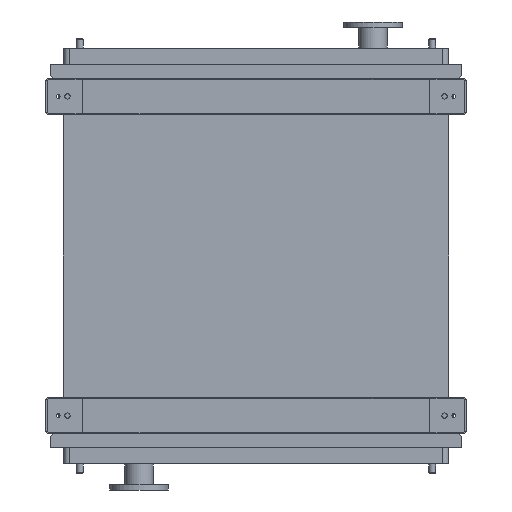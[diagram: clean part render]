
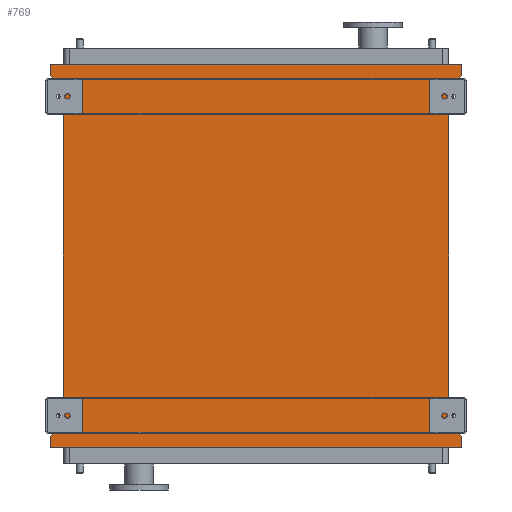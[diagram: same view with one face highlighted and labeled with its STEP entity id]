
A CAD part, front view. The second image highlights one B-rep face of the part: STEP entity #769.
In plain terms, the highlighted planar face has unit normal (0, -1, 0).
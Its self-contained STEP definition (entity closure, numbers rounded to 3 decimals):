
#242 = VECTOR ( 'NONE', #14662, 1000. ) ;
#769 = ADVANCED_FACE ( 'NONE', ( #4283 ), #17835, .T. ) ;
#1219 = VERTEX_POINT ( 'NONE', #12792 ) ;
#1538 = VECTOR ( 'NONE', #2163, 1000. ) ;
#1648 = LINE ( 'NONE', #13546, #6281 ) ;
#1675 = EDGE_CURVE ( 'NONE', #4945, #8671, #2701, .T. ) ;
#1756 = EDGE_CURVE ( 'NONE', #23585, #4945, #5451, .T. ) ;
#1816 = CARTESIAN_POINT ( 'NONE',  ( -771., 0., 95. ) ) ;
#2069 = CARTESIAN_POINT ( 'NONE',  ( 725., 0., -1250. ) ) ;
#2163 = DIRECTION ( 'NONE',  ( 0.655, 0., -0.755 ) ) ;
#2483 = CARTESIAN_POINT ( 'NONE',  ( 725., 0., 0. ) ) ;
#2701 = LINE ( 'NONE', #10892, #7278 ) ;
#2832 = EDGE_CURVE ( 'NONE', #10023, #13255, #9552, .T. ) ;
#3176 = CARTESIAN_POINT ( 'NONE',  ( 771., 0., 95. ) ) ;
#3282 = DIRECTION ( 'NONE',  ( 0., 0., 1. ) ) ;
#3593 = EDGE_CURVE ( 'NONE', #6172, #15708, #8936, .T. ) ;
#3728 = CARTESIAN_POINT ( 'NONE',  ( -725., 0., 0. ) ) ;
#3754 = VERTEX_POINT ( 'NONE', #3728 ) ;
#3764 = LINE ( 'NONE', #13508, #8255 ) ;
#4283 = FACE_OUTER_BOUND ( 'NONE', #12261, .T. ) ;
#4289 = CARTESIAN_POINT ( 'NONE',  ( -771., 0., 53. ) ) ;
#4758 = LINE ( 'NONE', #17043, #18903 ) ;
#4945 = VERTEX_POINT ( 'NONE', #16980 ) ;
#5072 = VECTOR ( 'NONE', #5526, 1000. ) ;
#5451 = LINE ( 'NONE', #13130, #9871 ) ;
#5497 = CARTESIAN_POINT ( 'NONE',  ( 725., 0., -1250. ) ) ;
#5526 = DIRECTION ( 'NONE',  ( 0., 0., 1. ) ) ;
#5595 = LINE ( 'NONE', #15014, #242 ) ;
#5888 = VERTEX_POINT ( 'NONE', #18249 ) ;
#6172 = VERTEX_POINT ( 'NONE', #7338 ) ;
#6281 = VECTOR ( 'NONE', #13417, 1000. ) ;
#7128 = ORIENTED_EDGE ( 'NONE', *, *, #23772, .F. ) ;
#7278 = VECTOR ( 'NONE', #16720, 1000. ) ;
#7338 = CARTESIAN_POINT ( 'NONE',  ( 725., 0., -1250. ) ) ;
#7406 = ORIENTED_EDGE ( 'NONE', *, *, #1756, .F. ) ;
#7738 = CARTESIAN_POINT ( 'NONE',  ( 771., 0., -1345. ) ) ;
#8255 = VECTOR ( 'NONE', #13432, 1000. ) ;
#8526 = LINE ( 'NONE', #2069, #1538 ) ;
#8671 = VERTEX_POINT ( 'NONE', #14186 ) ;
#8797 = ORIENTED_EDGE ( 'NONE', *, *, #21550, .F. ) ;
#8936 = LINE ( 'NONE', #5497, #5072 ) ;
#9552 = LINE ( 'NONE', #14230, #23177 ) ;
#9663 = CARTESIAN_POINT ( 'NONE',  ( 771., 0., -1303. ) ) ;
#9725 = ORIENTED_EDGE ( 'NONE', *, *, #14936, .F. ) ;
#9869 = EDGE_CURVE ( 'NONE', #1219, #10023, #21437, .T. ) ;
#9871 = VECTOR ( 'NONE', #12816, 1000. ) ;
#10023 = VERTEX_POINT ( 'NONE', #1816 ) ;
#10589 = ORIENTED_EDGE ( 'NONE', *, *, #14769, .F. ) ;
#10621 = VERTEX_POINT ( 'NONE', #9663 ) ;
#10892 = CARTESIAN_POINT ( 'NONE',  ( -771., 0., -1345. ) ) ;
#12261 = EDGE_LOOP ( 'NONE', ( #17332, #8797, #18491, #14822, #17067, #16793, #19083, #10589, #20203, #7406, #9725, #7128 ) ) ;
#12792 = CARTESIAN_POINT ( 'NONE',  ( -771., 0., 53. ) ) ;
#12816 = DIRECTION ( 'NONE',  ( -1., 0., 0. ) ) ;
#13130 = CARTESIAN_POINT ( 'NONE',  ( 771., 0., -1345. ) ) ;
#13255 = VERTEX_POINT ( 'NONE', #3176 ) ;
#13417 = DIRECTION ( 'NONE',  ( -0.655, 0., 0.755 ) ) ;
#13432 = DIRECTION ( 'NONE',  ( 0., 0., -1. ) ) ;
#13508 = CARTESIAN_POINT ( 'NONE',  ( 771., 0., -1303. ) ) ;
#13546 = CARTESIAN_POINT ( 'NONE',  ( -725., 0., 0. ) ) ;
#14075 = DIRECTION ( 'NONE',  ( 1., 0., 0. ) ) ;
#14186 = CARTESIAN_POINT ( 'NONE',  ( -771., 0., -1303. ) ) ;
#14230 = CARTESIAN_POINT ( 'NONE',  ( -771., 0., 95. ) ) ;
#14443 = EDGE_CURVE ( 'NONE', #13255, #5888, #23814, .T. ) ;
#14531 = VERTEX_POINT ( 'NONE', #16573 ) ;
#14662 = DIRECTION ( 'NONE',  ( 0.655, 0., 0.755 ) ) ;
#14769 = EDGE_CURVE ( 'NONE', #8671, #14531, #5595, .T. ) ;
#14822 = ORIENTED_EDGE ( 'NONE', *, *, #2832, .F. ) ;
#14936 = EDGE_CURVE ( 'NONE', #10621, #23585, #3764, .T. ) ;
#15014 = CARTESIAN_POINT ( 'NONE',  ( -771., 0., -1303. ) ) ;
#15708 = VERTEX_POINT ( 'NONE', #2483 ) ;
#16573 = CARTESIAN_POINT ( 'NONE',  ( -725., 0., -1250. ) ) ;
#16720 = DIRECTION ( 'NONE',  ( 0., 0., 1. ) ) ;
#16793 = ORIENTED_EDGE ( 'NONE', *, *, #22124, .F. ) ;
#16980 = CARTESIAN_POINT ( 'NONE',  ( -771., 0., -1345. ) ) ;
#17040 = DIRECTION ( 'NONE',  ( -0.655, 0., -0.755 ) ) ;
#17043 = CARTESIAN_POINT ( 'NONE',  ( 771., 0., 53. ) ) ;
#17052 = EDGE_CURVE ( 'NONE', #14531, #3754, #18467, .T. ) ;
#17067 = ORIENTED_EDGE ( 'NONE', *, *, #9869, .F. ) ;
#17107 = CARTESIAN_POINT ( 'NONE',  ( 771., 0., 95. ) ) ;
#17134 = DIRECTION ( 'NONE',  ( 0., 0., -1. ) ) ;
#17332 = ORIENTED_EDGE ( 'NONE', *, *, #3593, .T. ) ;
#17421 = DIRECTION ( 'NONE',  ( 0., 0., -1. ) ) ;
#17835 = PLANE ( 'NONE',  #18258 ) ;
#18161 = DIRECTION ( 'NONE',  ( 0., 0., 1. ) ) ;
#18205 = CARTESIAN_POINT ( 'NONE',  ( -725., 0., -1250. ) ) ;
#18249 = CARTESIAN_POINT ( 'NONE',  ( 771., 0., 53. ) ) ;
#18258 = AXIS2_PLACEMENT_3D ( 'NONE', #20584, #20532, #17421 ) ;
#18467 = LINE ( 'NONE', #18205, #22524 ) ;
#18491 = ORIENTED_EDGE ( 'NONE', *, *, #14443, .F. ) ;
#18903 = VECTOR ( 'NONE', #17040, 1000. ) ;
#19083 = ORIENTED_EDGE ( 'NONE', *, *, #17052, .F. ) ;
#19940 = VECTOR ( 'NONE', #17134, 1000. ) ;
#20203 = ORIENTED_EDGE ( 'NONE', *, *, #1675, .F. ) ;
#20532 = DIRECTION ( 'NONE',  ( 0., -1., 0. ) ) ;
#20584 = CARTESIAN_POINT ( 'NONE',  ( -725., 0., -1250. ) ) ;
#20886 = VECTOR ( 'NONE', #3282, 1000. ) ;
#21437 = LINE ( 'NONE', #4289, #20886 ) ;
#21550 = EDGE_CURVE ( 'NONE', #5888, #15708, #4758, .T. ) ;
#22124 = EDGE_CURVE ( 'NONE', #3754, #1219, #1648, .T. ) ;
#22524 = VECTOR ( 'NONE', #18161, 1000. ) ;
#23177 = VECTOR ( 'NONE', #14075, 1000. ) ;
#23585 = VERTEX_POINT ( 'NONE', #7738 ) ;
#23772 = EDGE_CURVE ( 'NONE', #6172, #10621, #8526, .T. ) ;
#23814 = LINE ( 'NONE', #17107, #19940 ) ;
